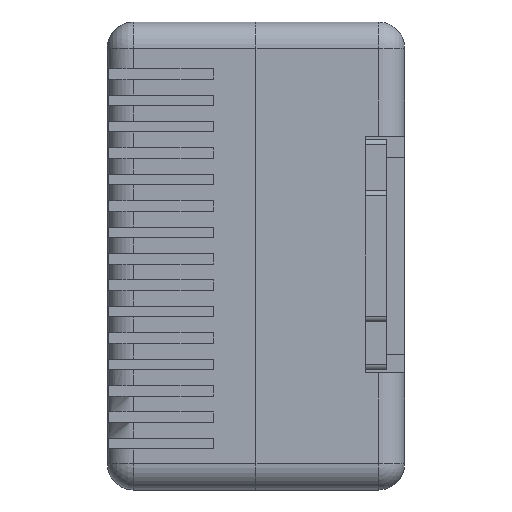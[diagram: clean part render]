
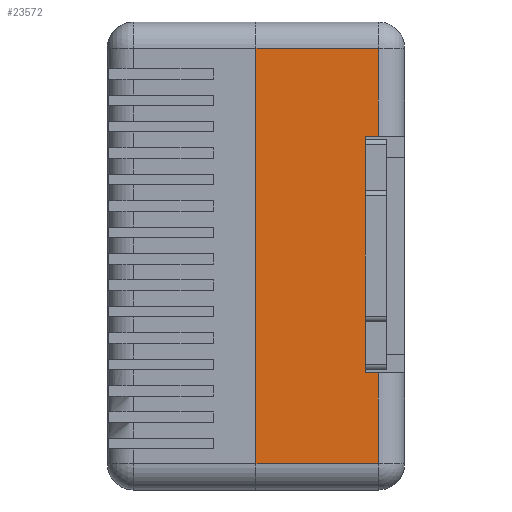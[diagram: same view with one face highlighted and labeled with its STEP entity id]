
A CAD part, left-side view. The second image highlights one B-rep face of the part: STEP entity #23572.
In plain terms, the highlighted planar face has unit normal (-1, 0, 0).
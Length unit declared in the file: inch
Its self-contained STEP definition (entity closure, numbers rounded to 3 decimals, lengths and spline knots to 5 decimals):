
#137 = ORIENTED_EDGE ( 'NONE', *, *, #23835, .T. ) ;
#160 = DIRECTION ( 'NONE',  ( 0., -1., 0. ) ) ;
#869 = CARTESIAN_POINT ( 'NONE',  ( -1.27953, -0.46299, 0.78583 ) ) ;
#1534 = DIRECTION ( 'NONE',  ( 1., 0., 0. ) ) ;
#1562 = CARTESIAN_POINT ( 'NONE',  ( -1.27953, -0.46299, 0.88583 ) ) ;
#1844 = DIRECTION ( 'NONE',  ( 0., 0., 1. ) ) ;
#1903 = LINE ( 'NONE', #8549, #23903 ) ;
#2403 = CARTESIAN_POINT ( 'NONE',  ( -1.27953, 0.86119, 0.45278 ) ) ;
#3080 = CARTESIAN_POINT ( 'NONE',  ( -1.27953, -0.46299, -0.44206 ) ) ;
#3808 = DIRECTION ( 'NONE',  ( 0., 0., -1. ) ) ;
#3870 = EDGE_CURVE ( 'NONE', #14363, #21560, #21561, .T. ) ;
#3876 = EDGE_CURVE ( 'NONE', #9959, #6691, #13127, .T. ) ;
#4338 = DIRECTION ( 'NONE',  ( 0., -1., 0. ) ) ;
#4529 = DIRECTION ( 'NONE',  ( 0., 0., 1. ) ) ;
#5155 = EDGE_LOOP ( 'NONE', ( #26342, #12493, #13228, #10409, #20917, #137, #19249, #27270, #24146, #24590 ) ) ;
#6025 = VECTOR ( 'NONE', #13256, 39.37008 ) ;
#6098 = DIRECTION ( 'NONE',  ( 0., 0., 1. ) ) ;
#6161 = CARTESIAN_POINT ( 'NONE',  ( -1.27953, -0.46299, -0.78583 ) ) ;
#6426 = VERTEX_POINT ( 'NONE', #20594 ) ;
#6691 = VERTEX_POINT ( 'NONE', #3080 ) ;
#8123 = DIRECTION ( 'NONE',  ( 0., 0., 1. ) ) ;
#8128 = DIRECTION ( 'NONE',  ( 0., 0., 1. ) ) ;
#8549 = CARTESIAN_POINT ( 'NONE',  ( -1.27953, 0., 0.88583 ) ) ;
#8782 = CARTESIAN_POINT ( 'NONE',  ( -1.27953, 0.86119, -0.44206 ) ) ;
#9562 = CARTESIAN_POINT ( 'NONE',  ( -1.27953, -0.41299, 0.44224 ) ) ;
#9615 = VERTEX_POINT ( 'NONE', #11180 ) ;
#9760 = EDGE_CURVE ( 'NONE', #9959, #11416, #11244, .T. ) ;
#9831 = DIRECTION ( 'NONE',  ( 0., 1., 0. ) ) ;
#9959 = VERTEX_POINT ( 'NONE', #10111 ) ;
#10111 = CARTESIAN_POINT ( 'NONE',  ( -1.27953, -0.41299, -0.44206 ) ) ;
#10399 = CARTESIAN_POINT ( 'NONE',  ( -1.27953, 0.56299, -0.78583 ) ) ;
#10409 = ORIENTED_EDGE ( 'NONE', *, *, #25035, .T. ) ;
#10560 = CARTESIAN_POINT ( 'NONE',  ( -1.27953, 0.56299, 0.88583 ) ) ;
#11180 = CARTESIAN_POINT ( 'NONE',  ( -1.27953, -0.46299, 0.45278 ) ) ;
#11244 = LINE ( 'NONE', #12443, #11942 ) ;
#11416 = VERTEX_POINT ( 'NONE', #14603 ) ;
#11427 = EDGE_CURVE ( 'NONE', #22806, #6426, #1903, .T. ) ;
#11942 = VECTOR ( 'NONE', #1844, 39.37008 ) ;
#12443 = CARTESIAN_POINT ( 'NONE',  ( -1.27953, -0.41299, -0.44206 ) ) ;
#12493 = ORIENTED_EDGE ( 'NONE', *, *, #14129, .T. ) ;
#13127 = LINE ( 'NONE', #8782, #25447 ) ;
#13228 = ORIENTED_EDGE ( 'NONE', *, *, #3870, .T. ) ;
#13256 = DIRECTION ( 'NONE',  ( 0., -1., 0. ) ) ;
#13355 = VECTOR ( 'NONE', #4338, 39.37008 ) ;
#14129 = EDGE_CURVE ( 'NONE', #11416, #14363, #15099, .T. ) ;
#14363 = VERTEX_POINT ( 'NONE', #9562 ) ;
#14603 = CARTESIAN_POINT ( 'NONE',  ( -1.27953, -0.41299, -0.43098 ) ) ;
#14793 = PLANE ( 'NONE',  #16723 ) ;
#15099 = LINE ( 'NONE', #24784, #18489 ) ;
#16580 = LINE ( 'NONE', #18556, #19727 ) ;
#16723 = AXIS2_PLACEMENT_3D ( 'NONE', #10560, #1534, #3808 ) ;
#16766 = DIRECTION ( 'NONE',  ( 0., 0., 1. ) ) ;
#17120 = VERTEX_POINT ( 'NONE', #6161 ) ;
#17445 = VERTEX_POINT ( 'NONE', #869 ) ;
#17718 = CARTESIAN_POINT ( 'NONE',  ( -1.27953, -0.41299, 0.45278 ) ) ;
#18101 = VECTOR ( 'NONE', #6098, 39.37008 ) ;
#18489 = VECTOR ( 'NONE', #16766, 39.37008 ) ;
#18556 = CARTESIAN_POINT ( 'NONE',  ( -1.27953, -0.46299, 0.88583 ) ) ;
#18566 = LINE ( 'NONE', #20937, #20750 ) ;
#18872 = FACE_OUTER_BOUND ( 'NONE', #5155, .T. ) ;
#19249 = ORIENTED_EDGE ( 'NONE', *, *, #11427, .F. ) ;
#19554 = EDGE_CURVE ( 'NONE', #22806, #17120, #23343, .T. ) ;
#19727 = VECTOR ( 'NONE', #8128, 39.37008 ) ;
#19851 = LINE ( 'NONE', #2403, #6025 ) ;
#20594 = CARTESIAN_POINT ( 'NONE',  ( -1.27953, 0., 0.78583 ) ) ;
#20750 = VECTOR ( 'NONE', #9831, 39.37008 ) ;
#20917 = ORIENTED_EDGE ( 'NONE', *, *, #21656, .T. ) ;
#20937 = CARTESIAN_POINT ( 'NONE',  ( -1.27953, 0.56299, 0.78583 ) ) ;
#21061 = CARTESIAN_POINT ( 'NONE',  ( -1.27953, 0., -0.78583 ) ) ;
#21560 = VERTEX_POINT ( 'NONE', #17718 ) ;
#21561 = LINE ( 'NONE', #23548, #22732 ) ;
#21656 = EDGE_CURVE ( 'NONE', #9615, #17445, #16580, .T. ) ;
#22732 = VECTOR ( 'NONE', #4529, 39.37008 ) ;
#22806 = VERTEX_POINT ( 'NONE', #21061 ) ;
#23343 = LINE ( 'NONE', #10399, #13355 ) ;
#23548 = CARTESIAN_POINT ( 'NONE',  ( -1.27953, -0.41299, -0.44206 ) ) ;
#23572 = ADVANCED_FACE ( 'NONE', ( #18872 ), #14793, .F. ) ;
#23835 = EDGE_CURVE ( 'NONE', #17445, #6426, #18566, .T. ) ;
#23903 = VECTOR ( 'NONE', #8123, 39.37008 ) ;
#24146 = ORIENTED_EDGE ( 'NONE', *, *, #24260, .T. ) ;
#24260 = EDGE_CURVE ( 'NONE', #17120, #6691, #24952, .T. ) ;
#24590 = ORIENTED_EDGE ( 'NONE', *, *, #3876, .F. ) ;
#24784 = CARTESIAN_POINT ( 'NONE',  ( -1.27953, -0.41299, -0.44206 ) ) ;
#24952 = LINE ( 'NONE', #1562, #18101 ) ;
#25035 = EDGE_CURVE ( 'NONE', #21560, #9615, #19851, .T. ) ;
#25447 = VECTOR ( 'NONE', #160, 39.37008 ) ;
#26342 = ORIENTED_EDGE ( 'NONE', *, *, #9760, .T. ) ;
#27270 = ORIENTED_EDGE ( 'NONE', *, *, #19554, .T. ) ;
